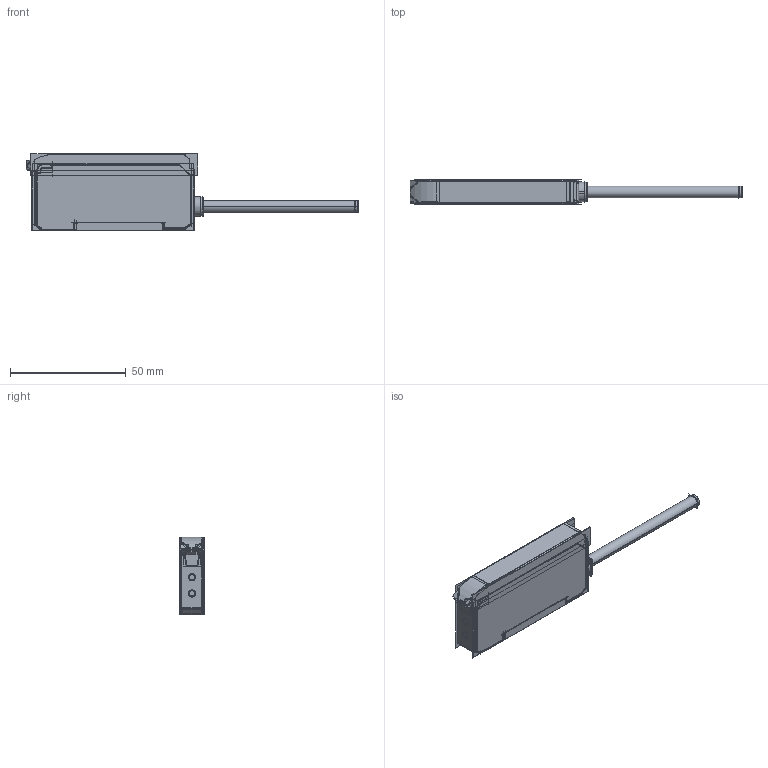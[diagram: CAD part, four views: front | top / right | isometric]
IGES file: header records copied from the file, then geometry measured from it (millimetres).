
Start section:  PTC IGES file: FG-20.igs
Global section: file name: FG-20.igs; native system: Pro/ENGINEER by Parametric Technology Corporation; preprocessor: 2010280; author: LENOVO; organization: Unknown; date: 20150818.104032; units: millimetre
Bounding box: 143.43 x 11 x 33.58 mm (x, y, z)
Surface area: 198111.6 mm2 (no closed solid volume)
Topology: 0 solids, 0 shells, 4116 faces, 65009 edges, 83952 vertices
Faces by surface type: bspline 3222, revolution 894
